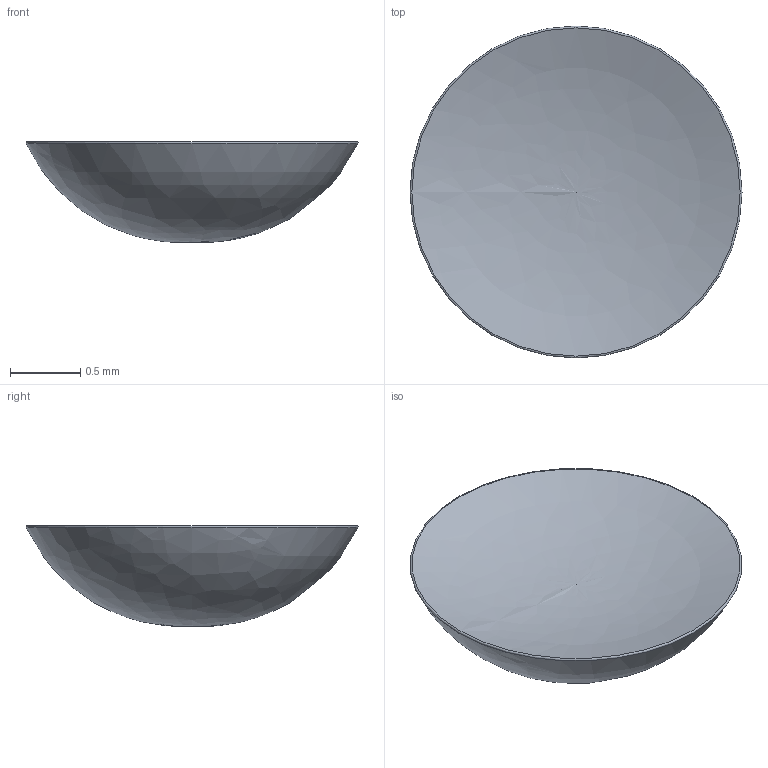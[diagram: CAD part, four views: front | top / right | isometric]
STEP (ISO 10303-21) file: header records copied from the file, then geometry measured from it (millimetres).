
FILE_DESCRIPTION(/* description */ (''),/* implementation_level */ '2;1');
FILE_NAME(/* name */ 'LED RGB 4-PLCC 3228 1.9MM LENS.step',/* time_stamp */ '2020-05-23T21:48:42+01:00',/* author */ (''),/* organization */ (''),/* preprocessor_version */ 'ST-DEVELOPER v18.1',/* originating_system */ 'Autodesk Translation Framework v9.2.0.1227',/* authorisation */ '');
FILE_SCHEMA (('AUTOMOTIVE_DESIGN { 1 0 10303 214 3 1 1 }'));
Length unit declared in the file: millimetre
Products named in the file (1): Broadcom - LED 4-PLCC 3228 1.9MM
Bounding box: 2.36 x 2.36 x 0.72 mm (x, y, z)
Volume: 1.5 mm3; surface area: 10.6 mm2
Topology: 1 solids, 1 shells, 3 faces, 9 edges, 6 vertices
Faces by surface type: bspline 2, torus 1
Entity records: 226 total; most frequent: CARTESIAN_POINT 69, DIRECTION 18, ORIENTED_EDGE 14, AXIS2_PLACEMENT_3D 9, PRESENTATION_STYLE_ASSIGNMENT 8, SURFACE_STYLE_USAGE 8, SURFACE_SIDE_STYLE 8, SURFACE_STYLE_FILL_AREA 8
